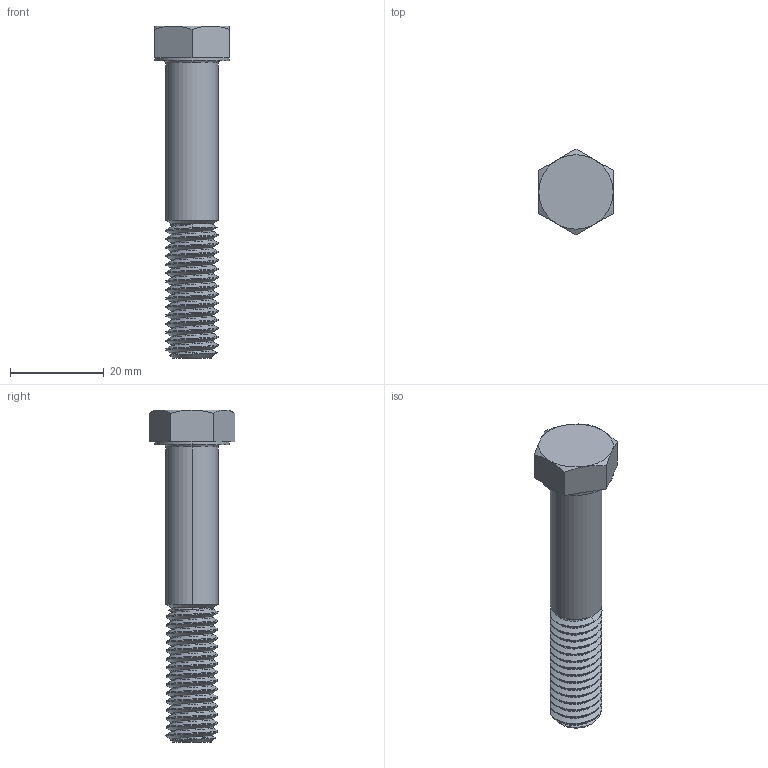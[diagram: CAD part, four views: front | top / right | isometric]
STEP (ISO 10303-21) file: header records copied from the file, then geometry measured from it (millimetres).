
FILE_DESCRIPTION (( 'STEP AP214' ), '1' );
FILE_NAME ('B00A32CRY2.3D.STP', '2013-07-29T07:53:08', ( '' ), ( '' ), 'SwSTEP 2.0', 'SolidWorks 2012', '' );
FILE_SCHEMA (( 'AUTOMOTIVE_DESIGN' ));
Length unit declared in the file: inch
Products named in the file (1): B00A32CRY2.3D
Bounding box: 15.88 x 18.33 x 70.89 mm (x, y, z)
Volume: 7196 mm3; surface area: 3527.6 mm2
Topology: 1 solids, 1 shells, 68 faces, 173 edges, 108 vertices
Faces by surface type: cylinder 34, plane 15, cone 12, bspline 7
Entity records: 23279 total; most frequent: CARTESIAN_POINT 21834, ORIENTED_EDGE 346, DIRECTION 245, EDGE_CURVE 173, VERTEX_POINT 108, AXIS2_PLACEMENT_3D 94, EDGE_LOOP 69, ADVANCED_FACE 68
